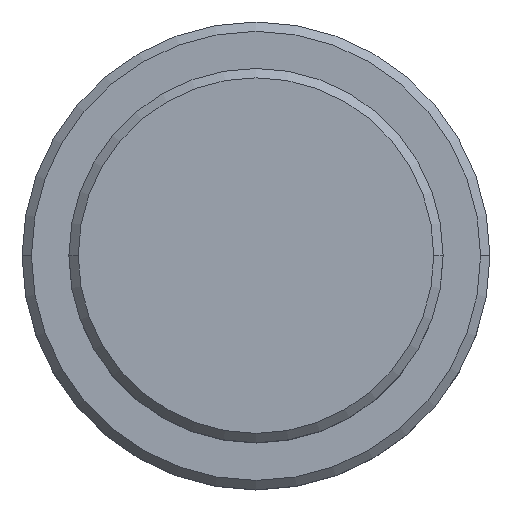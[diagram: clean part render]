
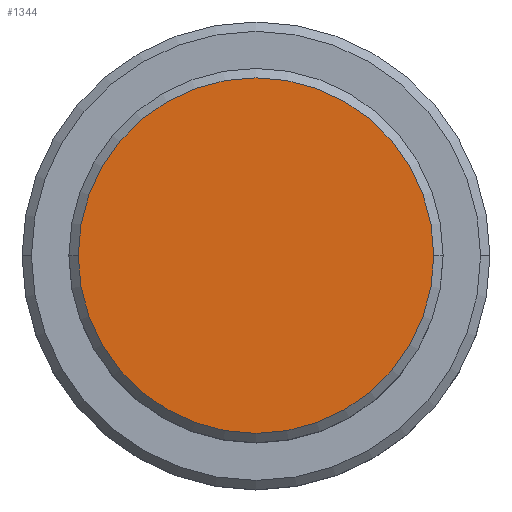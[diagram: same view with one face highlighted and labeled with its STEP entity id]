
A CAD part, top view. The second image highlights one B-rep face of the part: STEP entity #1344.
In plain terms, the highlighted planar face has unit normal (0, 0, 1).
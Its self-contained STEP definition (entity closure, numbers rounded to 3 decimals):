
#54 = DIRECTION ( 'NONE',  ( 1., 0., 0. ) ) ;
#56 = EDGE_CURVE ( 'NONE', #848, #1044, #654, .T. ) ;
#161 = DIRECTION ( 'NONE',  ( 0., 0., 1. ) ) ;
#364 = DIRECTION ( 'NONE',  ( 0., 0., 1. ) ) ;
#378 = AXIS2_PLACEMENT_3D ( 'NONE', #1142, #941, #1055 ) ;
#437 = CARTESIAN_POINT ( 'NONE',  ( 9.5, 0., 0. ) ) ;
#468 = DIRECTION ( 'NONE',  ( 1., 0., 0. ) ) ;
#479 = AXIS2_PLACEMENT_3D ( 'NONE', #708, #161, #54 ) ;
#557 = ORIENTED_EDGE ( 'NONE', *, *, #775, .T. ) ;
#616 = FACE_OUTER_BOUND ( 'NONE', #1416, .T. ) ;
#654 = CIRCLE ( 'NONE', #677, 9.5 ) ;
#677 = AXIS2_PLACEMENT_3D ( 'NONE', #1229, #364, #468 ) ;
#708 = CARTESIAN_POINT ( 'NONE',  ( 0., 0., 0. ) ) ;
#775 = EDGE_CURVE ( 'NONE', #1044, #848, #796, .T. ) ;
#796 = CIRCLE ( 'NONE', #378, 9.5 ) ;
#848 = VERTEX_POINT ( 'NONE', #1004 ) ;
#938 = ORIENTED_EDGE ( 'NONE', *, *, #56, .T. ) ;
#941 = DIRECTION ( 'NONE',  ( 0., 0., 1. ) ) ;
#1004 = CARTESIAN_POINT ( 'NONE',  ( -9.5, 0., 0. ) ) ;
#1044 = VERTEX_POINT ( 'NONE', #437 ) ;
#1055 = DIRECTION ( 'NONE',  ( 1., 0., 0. ) ) ;
#1125 = PLANE ( 'NONE',  #479 ) ;
#1142 = CARTESIAN_POINT ( 'NONE',  ( 0., 0., 0. ) ) ;
#1229 = CARTESIAN_POINT ( 'NONE',  ( 0., 0., 0. ) ) ;
#1344 = ADVANCED_FACE ( 'NONE', ( #616 ), #1125, .T. ) ;
#1416 = EDGE_LOOP ( 'NONE', ( #938, #557 ) ) ;
